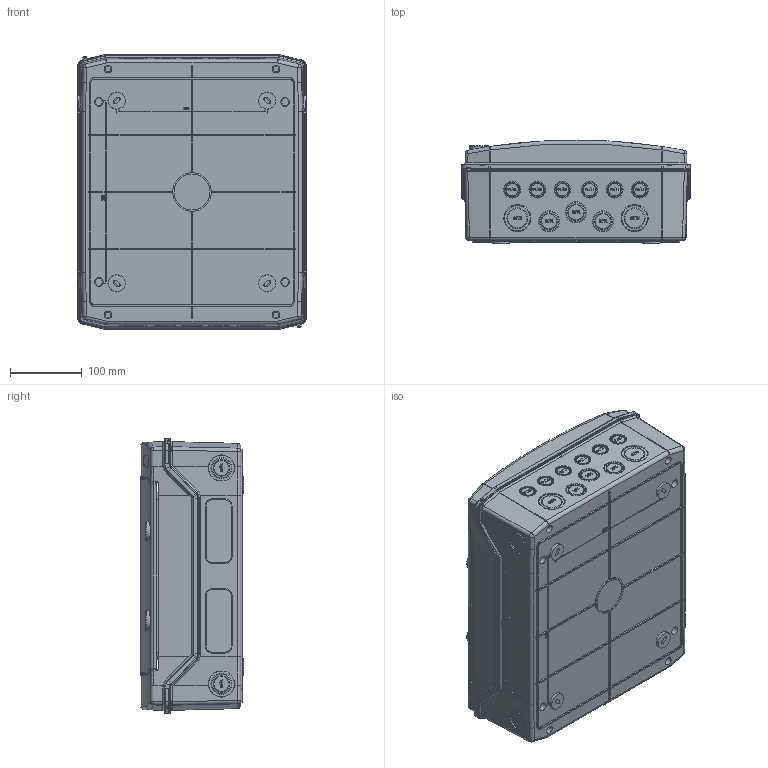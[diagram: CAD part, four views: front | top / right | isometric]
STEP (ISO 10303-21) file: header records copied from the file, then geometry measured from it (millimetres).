
FILE_DESCRIPTION (( 'STEP AP203' ), '1' );
FILE_NAME ('Izgled N24-D.STEP', '2020-05-08T21:31:57', ( '' ), ( '' ), 'SwSTEP 2.0', 'SolidWorks 2019', '' );
FILE_SCHEMA (( 'CONFIG_CONTROL_DESIGN' ));
Length unit declared in the file: millimetre
Products named in the file (8): limena sina (lock); Dno N24-D; Vrata N24-D; Draft Nosac sine (lock); Izgled N24-D; Maska N24-D; Draft SINA + OSIGURACI (lock)
Assembly tree (11 placements, depth 3):
  Izgled N24-D
    Dno N24-D
    Maska N24-D
    Vrata N24-D
    Draft SINA + OSIGURACI (lock)
      limena sina (lock)
      Draft Nosac sine (lock)  x2
    Draft SINA + OSIGURACI (lock)
      limena sina (lock)
      Draft Nosac sine (lock)  x2
Bounding box: 318.55 x 143.97 x 383.5 mm (x, y, z)
Volume: 1253901.4 mm3; surface area: 1298869.4 mm2
Topology: 9 solids, 9 shells, 4260 faces, 10967 edges, 7028 vertices
Faces by surface type: plane 2565, bspline 806, cylinder 476, cone 335, torus 46, sphere 32
Entity records: 154664 total; most frequent: CARTESIAN_POINT 68500, ORIENTED_EDGE 19284, DIRECTION 14241, EDGE_CURVE 9642, VERTEX_POINT 6276, VECTOR 5945, LINE 5945, EDGE_LOOP 4454
